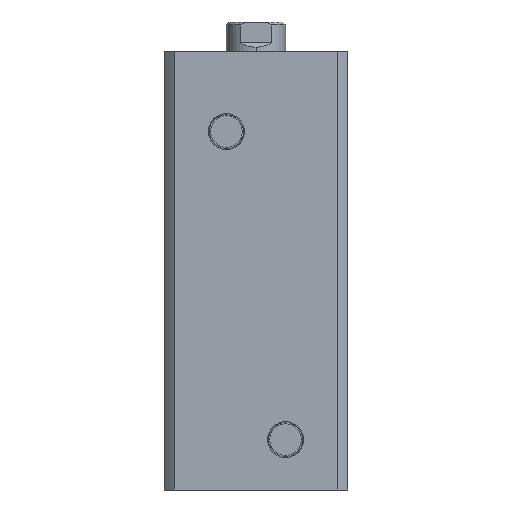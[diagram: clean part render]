
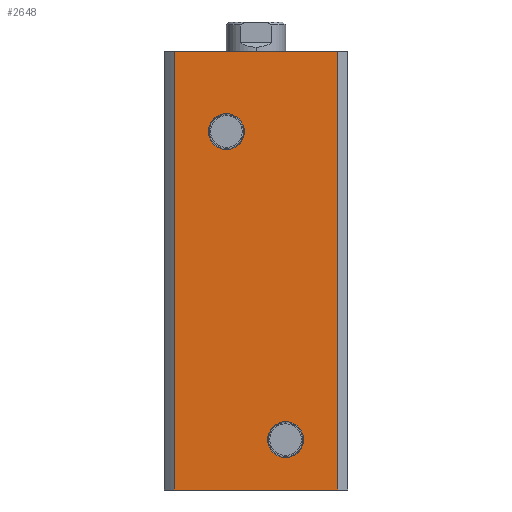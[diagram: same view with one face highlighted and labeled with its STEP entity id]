
A CAD part, left-side view. The second image highlights one B-rep face of the part: STEP entity #2648.
In plain terms, the highlighted planar face has unit normal (-1, 0, 0).
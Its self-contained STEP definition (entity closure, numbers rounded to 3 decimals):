
#140 = CARTESIAN_POINT ( 'NONE',  ( -31., -10., 23.06 ) ) ;
#156 = CARTESIAN_POINT ( 'NONE',  ( -31., -10., 10.94 ) ) ;
#163 = CARTESIAN_POINT ( 'NONE',  ( -31., 10., 114.94 ) ) ;
#165 = CARTESIAN_POINT ( 'NONE',  ( -31., 10., 127.06 ) ) ;
#320 = CARTESIAN_POINT ( 'NONE',  ( -31., 10., 121. ) ) ;
#321 = DIRECTION ( 'NONE',  ( -1., 0., 0. ) ) ;
#322 = DIRECTION ( 'NONE',  ( 0., 0., 1. ) ) ;
#340 = CARTESIAN_POINT ( 'NONE',  ( -31., -10., 17. ) ) ;
#341 = DIRECTION ( 'NONE',  ( -1., 0., 0. ) ) ;
#342 = DIRECTION ( 'NONE',  ( 0., 0., 1. ) ) ;
#579 = ORIENTED_EDGE ( 'NONE', *, *, #1745, .F. ) ;
#634 = ORIENTED_EDGE ( 'NONE', *, *, #1743, .T. ) ;
#673 = ORIENTED_EDGE ( 'NONE', *, *, #1741, .F. ) ;
#686 = ORIENTED_EDGE ( 'NONE', *, *, #1742, .F. ) ;
#697 = ORIENTED_EDGE ( 'NONE', *, *, #1662, .F. ) ;
#825 = ORIENTED_EDGE ( 'NONE', *, *, #1672, .F. ) ;
#827 = ORIENTED_EDGE ( 'NONE', *, *, #1744, .F. ) ;
#833 = ORIENTED_EDGE ( 'NONE', *, *, #1746, .T. ) ;
#942 = VERTEX_POINT ( 'NONE', #140 ) ;
#955 = VERTEX_POINT ( 'NONE', #156 ) ;
#962 = VERTEX_POINT ( 'NONE', #163 ) ;
#964 = VERTEX_POINT ( 'NONE', #165 ) ;
#1045 = EDGE_LOOP ( 'NONE', ( #673, #697 ) ) ;
#1046 = EDGE_LOOP ( 'NONE', ( #634, #827, #579, #833 ) ) ;
#1053 = EDGE_LOOP ( 'NONE', ( #686, #825 ) ) ;
#1167 = CARTESIAN_POINT ( 'NONE',  ( -31., 0., 0. ) ) ;
#1168 = DIRECTION ( 'NONE',  ( 0., -1., 0. ) ) ;
#1169 = CARTESIAN_POINT ( 'NONE',  ( -31., 10., 121. ) ) ;
#1170 = DIRECTION ( 'NONE',  ( -1., 0., 0. ) ) ;
#1171 = DIRECTION ( 'NONE',  ( 0., 0., 1. ) ) ;
#1172 = CARTESIAN_POINT ( 'NONE',  ( -31., 0., 148. ) ) ;
#1173 = CARTESIAN_POINT ( 'NONE',  ( -31., -27.591, 148. ) ) ;
#1174 = CARTESIAN_POINT ( 'NONE',  ( -31., -10., 17. ) ) ;
#1175 = DIRECTION ( 'NONE',  ( -1., 0., 0. ) ) ;
#1176 = DIRECTION ( 'NONE',  ( 0., 0., 1. ) ) ;
#1177 = CARTESIAN_POINT ( 'NONE',  ( -31., 27.591, 148. ) ) ;
#1178 = DIRECTION ( 'NONE',  ( 0., 0., -1. ) ) ;
#1180 = DIRECTION ( 'NONE',  ( 0., -1., 0. ) ) ;
#1182 = DIRECTION ( 'NONE',  ( 0., 0., -1. ) ) ;
#1579 = DIRECTION ( 'NONE',  ( 1., 0., 0. ) ) ;
#1581 = CARTESIAN_POINT ( 'NONE',  ( -31., 0., 148. ) ) ;
#1583 = PLANE ( 'NONE',  #2083 ) ;
#1585 = DIRECTION ( 'NONE',  ( 0., 0., -1. ) ) ;
#1662 = EDGE_CURVE ( 'NONE', #962, #964, #2763, .T. ) ;
#1672 = EDGE_CURVE ( 'NONE', #955, #942, #2775, .T. ) ;
#1741 = EDGE_CURVE ( 'NONE', #964, #962, #2872, .T. ) ;
#1742 = EDGE_CURVE ( 'NONE', #942, #955, #2873, .T. ) ;
#1743 = EDGE_CURVE ( 'NONE', #3255, #3284, #2874, .T. ) ;
#1744 = EDGE_CURVE ( 'NONE', #3455, #3284, #2863, .T. ) ;
#1745 = EDGE_CURVE ( 'NONE', #3703, #3455, #2875, .T. ) ;
#1746 = EDGE_CURVE ( 'NONE', #3703, #3255, #2877, .T. ) ;
#1981 = AXIS2_PLACEMENT_3D ( 'NONE', #320, #321, #322 ) ;
#1985 = AXIS2_PLACEMENT_3D ( 'NONE', #340, #341, #342 ) ;
#2022 = AXIS2_PLACEMENT_3D ( 'NONE', #1169, #1170, #1171 ) ;
#2023 = AXIS2_PLACEMENT_3D ( 'NONE', #1174, #1175, #1176 ) ;
#2083 = AXIS2_PLACEMENT_3D ( 'NONE', #1581, #1579, #1585 ) ;
#2272 = CARTESIAN_POINT ( 'NONE',  ( -31., 27.591, 0. ) ) ;
#2301 = CARTESIAN_POINT ( 'NONE',  ( -31., -27.591, 0. ) ) ;
#2448 = CARTESIAN_POINT ( 'NONE',  ( -31., -27.591, 148. ) ) ;
#2509 = CARTESIAN_POINT ( 'NONE',  ( -31., 27.591, 148. ) ) ;
#2648 = ADVANCED_FACE ( 'NONE', ( #3169, #3177, #3173 ), #1583, .F. ) ;
#2763 = CIRCLE ( 'NONE', #1981, 6.06 ) ;
#2775 = CIRCLE ( 'NONE', #1985, 6.06 ) ;
#2863 = LINE ( 'NONE', #1173, #2878 ) ;
#2872 = CIRCLE ( 'NONE', #2022, 6.06 ) ;
#2873 = CIRCLE ( 'NONE', #2023, 6.06 ) ;
#2874 = LINE ( 'NONE', #1167, #2876 ) ;
#2875 = LINE ( 'NONE', #1172, #2880 ) ;
#2876 = VECTOR ( 'NONE', #1168, 1000. ) ;
#2877 = LINE ( 'NONE', #1177, #2882 ) ;
#2878 = VECTOR ( 'NONE', #1178, 1000. ) ;
#2880 = VECTOR ( 'NONE', #1180, 1000. ) ;
#2882 = VECTOR ( 'NONE', #1182, 1000. ) ;
#3169 = FACE_BOUND ( 'NONE', #1045, .T. ) ;
#3173 = FACE_OUTER_BOUND ( 'NONE', #1046, .T. ) ;
#3177 = FACE_BOUND ( 'NONE', #1053, .T. ) ;
#3255 = VERTEX_POINT ( 'NONE', #2272 ) ;
#3284 = VERTEX_POINT ( 'NONE', #2301 ) ;
#3455 = VERTEX_POINT ( 'NONE', #2448 ) ;
#3703 = VERTEX_POINT ( 'NONE', #2509 ) ;
